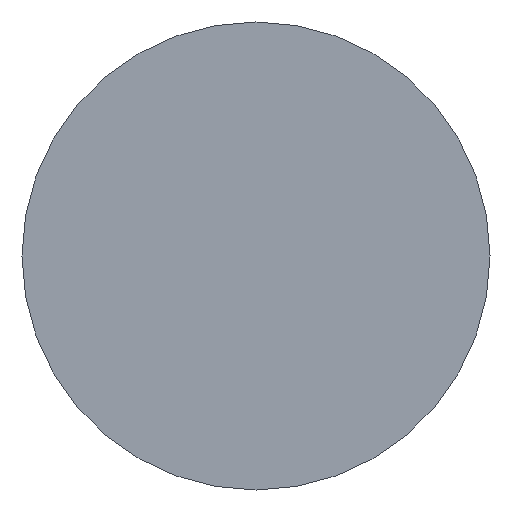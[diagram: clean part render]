
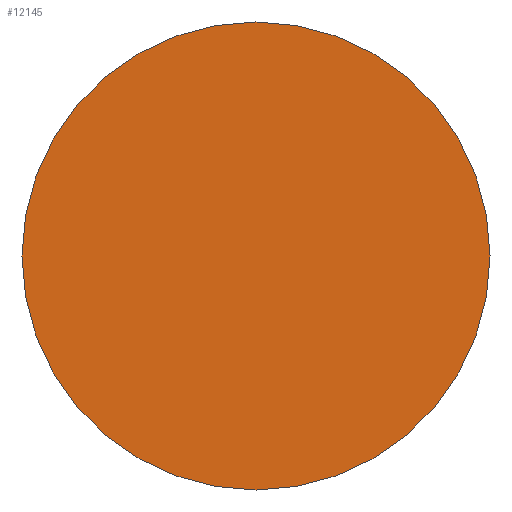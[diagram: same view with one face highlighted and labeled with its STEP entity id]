
A CAD part, front view. The second image highlights one B-rep face of the part: STEP entity #12145.
In plain terms, the highlighted planar face has unit normal (0, -1, 0).
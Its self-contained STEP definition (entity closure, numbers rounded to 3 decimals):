
#273 = CARTESIAN_POINT ( 'NONE',  ( 25., 0., 0. ) ) ;
#285 = DIRECTION ( 'NONE',  ( 0., 1., 0. ) ) ;
#461 = EDGE_LOOP ( 'NONE', ( #8225, #1587 ) ) ;
#541 = CARTESIAN_POINT ( 'NONE',  ( -25., 0., 0. ) ) ;
#1132 = CARTESIAN_POINT ( 'NONE',  ( 0., 0., 0. ) ) ;
#1543 = VERTEX_POINT ( 'NONE', #541 ) ;
#1587 = ORIENTED_EDGE ( 'NONE', *, *, #3107, .F. ) ;
#1709 = AXIS2_PLACEMENT_3D ( 'NONE', #1132, #6845, #5820 ) ;
#1964 = PLANE ( 'NONE',  #1709 ) ;
#2184 = CARTESIAN_POINT ( 'NONE',  ( 0., 0., 0. ) ) ;
#2314 = DIRECTION ( 'NONE',  ( -1., 0., 0. ) ) ;
#2340 = CIRCLE ( 'NONE', #10001, 25. ) ;
#2587 = CARTESIAN_POINT ( 'NONE',  ( 0., 0., 0. ) ) ;
#3107 = EDGE_CURVE ( 'NONE', #3508, #1543, #9278, .T. ) ;
#3508 = VERTEX_POINT ( 'NONE', #273 ) ;
#4409 = DIRECTION ( 'NONE',  ( 0., 1., 0. ) ) ;
#5422 = DIRECTION ( 'NONE',  ( -1., 0., 0. ) ) ;
#5820 = DIRECTION ( 'NONE',  ( -1., 0., 0. ) ) ;
#6845 = DIRECTION ( 'NONE',  ( 0., 1., 0. ) ) ;
#7853 = FACE_OUTER_BOUND ( 'NONE', #461, .T. ) ;
#7859 = AXIS2_PLACEMENT_3D ( 'NONE', #2184, #285, #2314 ) ;
#8225 = ORIENTED_EDGE ( 'NONE', *, *, #9748, .F. ) ;
#9278 = CIRCLE ( 'NONE', #7859, 25. ) ;
#9748 = EDGE_CURVE ( 'NONE', #1543, #3508, #2340, .T. ) ;
#10001 = AXIS2_PLACEMENT_3D ( 'NONE', #2587, #4409, #5422 ) ;
#12145 = ADVANCED_FACE ( 'NONE', ( #7853 ), #1964, .F. ) ;
